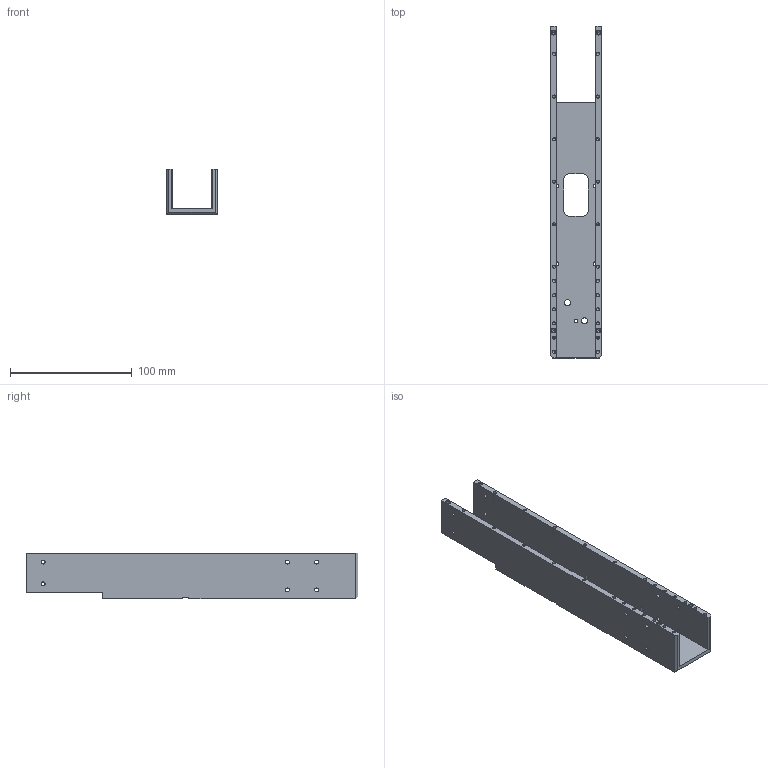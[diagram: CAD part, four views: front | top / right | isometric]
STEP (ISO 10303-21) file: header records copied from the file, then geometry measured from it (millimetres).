
FILE_DESCRIPTION (( 'STEP AP203' ), '1' );
FILE_NAME ('GUS-P1303_GLISSIERE FEMELLE_07012022.STEP', '2022-01-07T08:02:28', ( '' ), ( '' ), 'SwSTEP 2.0', 'SolidWorks 2020', '' );
FILE_SCHEMA (( 'CONFIG_CONTROL_DESIGN' ));
Length unit declared in the file: millimetre
Products named in the file (1): GUS-P1303_GLISSIERE FEMELLE_07012022
Bounding box: 42 x 273 x 37.5 mm (x, y, z)
Volume: 122321.2 mm3; surface area: 59090 mm2
Topology: 1 solids, 1 shells, 206 faces, 559 edges, 320 vertices
Faces by surface type: cylinder 102, cone 74, plane 30
Entity records: 6366 total; most frequent: CARTESIAN_POINT 1188, DIRECTION 1119, ORIENTED_EDGE 1006, EDGE_CURVE 503, AXIS2_PLACEMENT_3D 427, VERTEX_POINT 320, EDGE_LOOP 271, LINE 265
